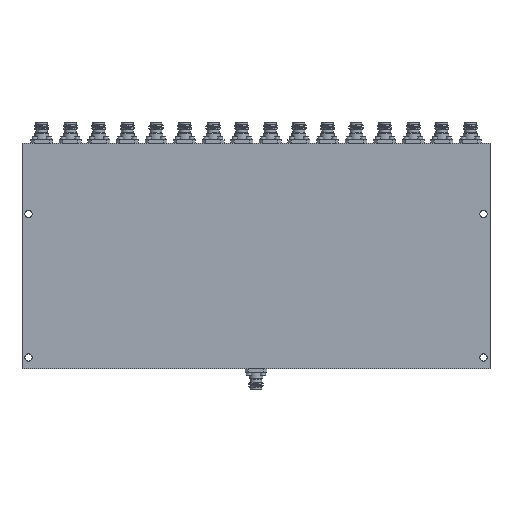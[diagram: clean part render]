
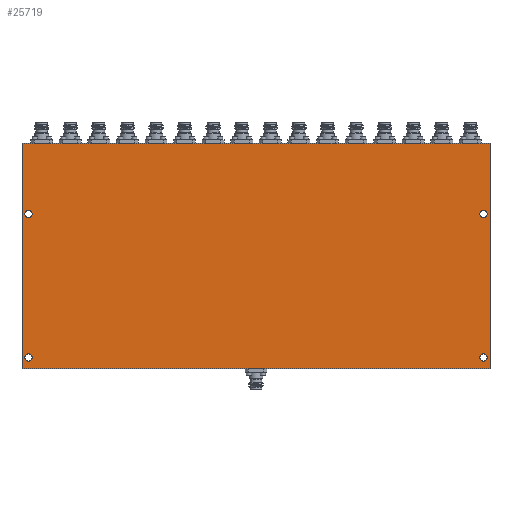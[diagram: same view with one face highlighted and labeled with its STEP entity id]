
A CAD part, front view. The second image highlights one B-rep face of the part: STEP entity #25719.
In plain terms, the highlighted planar face has unit normal (0, -1, 0).
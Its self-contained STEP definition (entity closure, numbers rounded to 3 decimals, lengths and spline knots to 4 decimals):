
#34 = EDGE_LOOP ( 'NONE', ( #36767, #13043 ) ) ;
#568 = EDGE_CURVE ( 'NONE', #40406, #46746, #9865, .T. ) ;
#789 = EDGE_LOOP ( 'NONE', ( #59939, #7817 ) ) ;
#1081 = LINE ( 'NONE', #20229, #55015 ) ;
#1908 = DIRECTION ( 'NONE',  ( 0., 1., 0. ) ) ;
#2656 = CARTESIAN_POINT ( 'NONE',  ( 8.235, 0., -3.885 ) ) ;
#4099 = CIRCLE ( 'NONE', #25726, 0.065 ) ;
#4270 = CARTESIAN_POINT ( 'NONE',  ( 8.235, 0., -3.755 ) ) ;
#4688 = DIRECTION ( 'NONE',  ( 0., 0., 1. ) ) ;
#5706 = EDGE_CURVE ( 'NONE', #50549, #8925, #27492, .T. ) ;
#6936 = CARTESIAN_POINT ( 'NONE',  ( 0.115, 0., -3.82 ) ) ;
#7245 = DIRECTION ( 'NONE',  ( 0., 1., 0. ) ) ;
#7625 = DIRECTION ( 'NONE',  ( 0., 0., 1. ) ) ;
#7721 = DIRECTION ( 'NONE',  ( 0., 0., 1. ) ) ;
#7817 = ORIENTED_EDGE ( 'NONE', *, *, #568, .T. ) ;
#8592 = CARTESIAN_POINT ( 'NONE',  ( 0., 0., 0. ) ) ;
#8925 = VERTEX_POINT ( 'NONE', #37959 ) ;
#9665 = VERTEX_POINT ( 'NONE', #22483 ) ;
#9770 = VERTEX_POINT ( 'NONE', #55745 ) ;
#9865 = CIRCLE ( 'NONE', #47237, 0.065 ) ;
#10654 = CARTESIAN_POINT ( 'NONE',  ( 8.235, 0., -3.82 ) ) ;
#11905 = CIRCLE ( 'NONE', #20804, 0.065 ) ;
#11972 = CARTESIAN_POINT ( 'NONE',  ( 8.235, 0., -1.26 ) ) ;
#12753 = FACE_BOUND ( 'NONE', #53501, .T. ) ;
#13043 = ORIENTED_EDGE ( 'NONE', *, *, #58851, .T. ) ;
#14530 = DIRECTION ( 'NONE',  ( 0., -1., 0. ) ) ;
#14703 = CIRCLE ( 'NONE', #34671, 0.065 ) ;
#14802 = DIRECTION ( 'NONE',  ( 0., 1., 0. ) ) ;
#18918 = CARTESIAN_POINT ( 'NONE',  ( 0.115, 0., -3.885 ) ) ;
#20229 = CARTESIAN_POINT ( 'NONE',  ( 8.35, 0., 0. ) ) ;
#20804 = AXIS2_PLACEMENT_3D ( 'NONE', #48336, #65163, #43808 ) ;
#21524 = EDGE_LOOP ( 'NONE', ( #22868, #33329 ) ) ;
#22483 = CARTESIAN_POINT ( 'NONE',  ( 8.235, 0., -1.195 ) ) ;
#22868 = ORIENTED_EDGE ( 'NONE', *, *, #46670, .T. ) ;
#23169 = EDGE_CURVE ( 'NONE', #9665, #9770, #24152, .T. ) ;
#23175 = CIRCLE ( 'NONE', #42397, 0.065 ) ;
#23429 = DIRECTION ( 'NONE',  ( 0., 0., 1. ) ) ;
#23493 = CIRCLE ( 'NONE', #27419, 0.065 ) ;
#24152 = CIRCLE ( 'NONE', #64271, 0.065 ) ;
#24908 = CARTESIAN_POINT ( 'NONE',  ( 0.115, 0., -1.325 ) ) ;
#24946 = CARTESIAN_POINT ( 'NONE',  ( 0., 0., 0. ) ) ;
#25576 = FACE_BOUND ( 'NONE', #21524, .T. ) ;
#25719 = ADVANCED_FACE ( 'NONE', ( #12753, #54704, #25576, #27297, #67585 ), #47268, .T. ) ;
#25726 = AXIS2_PLACEMENT_3D ( 'NONE', #6936, #55984, #61501 ) ;
#27297 = FACE_BOUND ( 'NONE', #34, .T. ) ;
#27419 = AXIS2_PLACEMENT_3D ( 'NONE', #49911, #1908, #7625 ) ;
#27492 = LINE ( 'NONE', #53264, #63496 ) ;
#27830 = VERTEX_POINT ( 'NONE', #24908 ) ;
#32750 = ORIENTED_EDGE ( 'NONE', *, *, #55099, .F. ) ;
#33329 = ORIENTED_EDGE ( 'NONE', *, *, #39523, .T. ) ;
#33456 = VERTEX_POINT ( 'NONE', #18918 ) ;
#33661 = DIRECTION ( 'NONE',  ( 0., 0., 1. ) ) ;
#34196 = DIRECTION ( 'NONE',  ( 0., 1., 0. ) ) ;
#34671 = AXIS2_PLACEMENT_3D ( 'NONE', #40457, #7245, #7721 ) ;
#35061 = VERTEX_POINT ( 'NONE', #58511 ) ;
#35739 = CIRCLE ( 'NONE', #50105, 0.065 ) ;
#36736 = VECTOR ( 'NONE', #63265, 39.3701 ) ;
#36767 = ORIENTED_EDGE ( 'NONE', *, *, #23169, .T. ) ;
#37959 = CARTESIAN_POINT ( 'NONE',  ( 0., 0., -4.02 ) ) ;
#38448 = CARTESIAN_POINT ( 'NONE',  ( 8.35, 0., -4.02 ) ) ;
#39134 = CARTESIAN_POINT ( 'NONE',  ( 0., 0., 0. ) ) ;
#39523 = EDGE_CURVE ( 'NONE', #27830, #56443, #14703, .T. ) ;
#40406 = VERTEX_POINT ( 'NONE', #2656 ) ;
#40457 = CARTESIAN_POINT ( 'NONE',  ( 0.115, 0., -1.26 ) ) ;
#41762 = EDGE_CURVE ( 'NONE', #8925, #43532, #63423, .T. ) ;
#41998 = EDGE_CURVE ( 'NONE', #43532, #67602, #53928, .T. ) ;
#42397 = AXIS2_PLACEMENT_3D ( 'NONE', #42504, #59754, #42967 ) ;
#42504 = CARTESIAN_POINT ( 'NONE',  ( 0.115, 0., -1.26 ) ) ;
#42967 = DIRECTION ( 'NONE',  ( 0., 0., 1. ) ) ;
#43532 = VERTEX_POINT ( 'NONE', #39134 ) ;
#43796 = EDGE_CURVE ( 'NONE', #33456, #35061, #4099, .T. ) ;
#43808 = DIRECTION ( 'NONE',  ( 0., 0., 1. ) ) ;
#44054 = ORIENTED_EDGE ( 'NONE', *, *, #41998, .F. ) ;
#46670 = EDGE_CURVE ( 'NONE', #56443, #27830, #23175, .T. ) ;
#46746 = VERTEX_POINT ( 'NONE', #4270 ) ;
#47237 = AXIS2_PLACEMENT_3D ( 'NONE', #10654, #59944, #4688 ) ;
#47268 = PLANE ( 'NONE',  #49219 ) ;
#47450 = DIRECTION ( 'NONE',  ( -1., 0., 0. ) ) ;
#48336 = CARTESIAN_POINT ( 'NONE',  ( 0.115, 0., -3.82 ) ) ;
#49219 = AXIS2_PLACEMENT_3D ( 'NONE', #8592, #14530, #57169 ) ;
#49911 = CARTESIAN_POINT ( 'NONE',  ( 8.235, 0., -3.82 ) ) ;
#50105 = AXIS2_PLACEMENT_3D ( 'NONE', #52161, #14802, #69422 ) ;
#50505 = CARTESIAN_POINT ( 'NONE',  ( 8.35, 0., 0. ) ) ;
#50549 = VERTEX_POINT ( 'NONE', #38448 ) ;
#52053 = ORIENTED_EDGE ( 'NONE', *, *, #41762, .F. ) ;
#52161 = CARTESIAN_POINT ( 'NONE',  ( 8.235, 0., -1.26 ) ) ;
#52473 = EDGE_LOOP ( 'NONE', ( #52053, #55789, #32750, #44054 ) ) ;
#53264 = CARTESIAN_POINT ( 'NONE',  ( 0., 0., -4.02 ) ) ;
#53501 = EDGE_LOOP ( 'NONE', ( #63431, #57301 ) ) ;
#53928 = LINE ( 'NONE', #24946, #36736 ) ;
#54704 = FACE_BOUND ( 'NONE', #789, .T. ) ;
#54814 = VECTOR ( 'NONE', #33661, 39.3701 ) ;
#55015 = VECTOR ( 'NONE', #64265, 39.3701 ) ;
#55099 = EDGE_CURVE ( 'NONE', #67602, #50549, #1081, .T. ) ;
#55745 = CARTESIAN_POINT ( 'NONE',  ( 8.235, 0., -1.325 ) ) ;
#55789 = ORIENTED_EDGE ( 'NONE', *, *, #5706, .F. ) ;
#55984 = DIRECTION ( 'NONE',  ( 0., 1., 0. ) ) ;
#56443 = VERTEX_POINT ( 'NONE', #62660 ) ;
#57169 = DIRECTION ( 'NONE',  ( 0., 0., -1. ) ) ;
#57301 = ORIENTED_EDGE ( 'NONE', *, *, #43796, .T. ) ;
#57332 = EDGE_CURVE ( 'NONE', #35061, #33456, #11905, .T. ) ;
#58511 = CARTESIAN_POINT ( 'NONE',  ( 0.115, 0., -3.755 ) ) ;
#58851 = EDGE_CURVE ( 'NONE', #9770, #9665, #35739, .T. ) ;
#59754 = DIRECTION ( 'NONE',  ( 0., 1., 0. ) ) ;
#59939 = ORIENTED_EDGE ( 'NONE', *, *, #61152, .T. ) ;
#59944 = DIRECTION ( 'NONE',  ( 0., 1., 0. ) ) ;
#60506 = CARTESIAN_POINT ( 'NONE',  ( 0., 0., 0. ) ) ;
#61152 = EDGE_CURVE ( 'NONE', #46746, #40406, #23493, .T. ) ;
#61501 = DIRECTION ( 'NONE',  ( 0., 0., 1. ) ) ;
#62660 = CARTESIAN_POINT ( 'NONE',  ( 0.115, 0., -1.195 ) ) ;
#63265 = DIRECTION ( 'NONE',  ( 1., 0., 0. ) ) ;
#63423 = LINE ( 'NONE', #60506, #54814 ) ;
#63431 = ORIENTED_EDGE ( 'NONE', *, *, #57332, .T. ) ;
#63496 = VECTOR ( 'NONE', #47450, 39.3701 ) ;
#64265 = DIRECTION ( 'NONE',  ( 0., 0., -1. ) ) ;
#64271 = AXIS2_PLACEMENT_3D ( 'NONE', #11972, #34196, #23429 ) ;
#65163 = DIRECTION ( 'NONE',  ( 0., 1., 0. ) ) ;
#67585 = FACE_OUTER_BOUND ( 'NONE', #52473, .T. ) ;
#67602 = VERTEX_POINT ( 'NONE', #50505 ) ;
#69422 = DIRECTION ( 'NONE',  ( 0., 0., 1. ) ) ;
